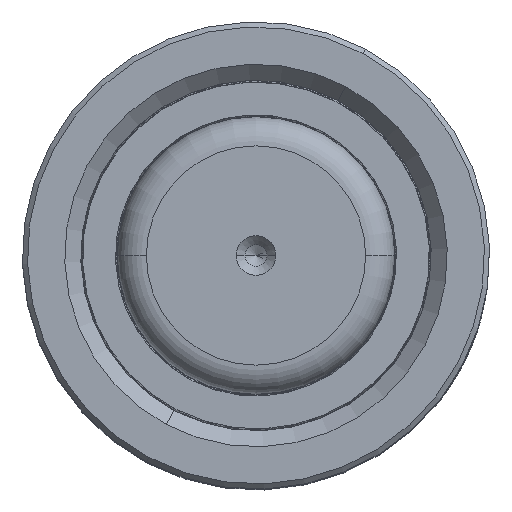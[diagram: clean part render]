
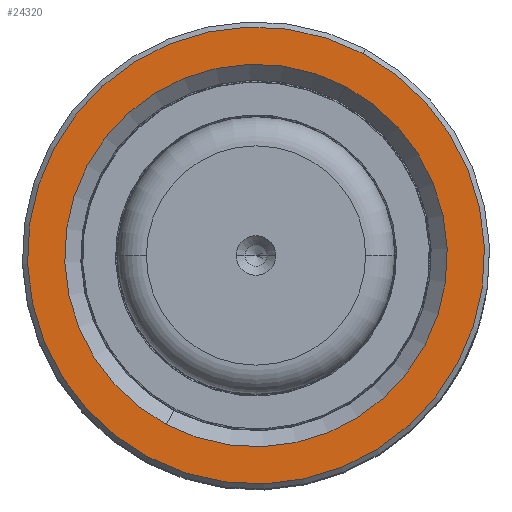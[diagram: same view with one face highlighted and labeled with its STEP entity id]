
A CAD part, top view. The second image highlights one B-rep face of the part: STEP entity #24320.
In plain terms, the highlighted planar face has unit normal (0, 0, 1).
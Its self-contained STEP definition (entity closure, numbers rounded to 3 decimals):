
#643 = DIRECTION ( 'NONE',  ( 1., 0., 0. ) ) ;
#1225 = CARTESIAN_POINT ( 'NONE',  ( -31.3, 0., 80. ) ) ;
#3341 = CIRCLE ( 'NONE', #20575, 26.2 ) ;
#5109 = DIRECTION ( 'NONE',  ( 0., 0., -1. ) ) ;
#5655 = CARTESIAN_POINT ( 'NONE',  ( 0., 0., 80. ) ) ;
#7330 = ORIENTED_EDGE ( 'NONE', *, *, #22169, .T. ) ;
#9076 = CARTESIAN_POINT ( 'NONE',  ( 0., 0., 80. ) ) ;
#9711 = VERTEX_POINT ( 'NONE', #17955 ) ;
#12353 = AXIS2_PLACEMENT_3D ( 'NONE', #18153, #13807, #27038 ) ;
#12684 = EDGE_CURVE ( 'NONE', #9711, #21384, #3341, .T. ) ;
#13807 = DIRECTION ( 'NONE',  ( 0., 0., 1. ) ) ;
#17399 = AXIS2_PLACEMENT_3D ( 'NONE', #9076, #39631, #43383 ) ;
#17955 = CARTESIAN_POINT ( 'NONE',  ( -26.2, 0., 80. ) ) ;
#18153 = CARTESIAN_POINT ( 'NONE',  ( 0., 0., 80. ) ) ;
#19357 = VERTEX_POINT ( 'NONE', #1225 ) ;
#20575 = AXIS2_PLACEMENT_3D ( 'NONE', #5655, #5109, #39974 ) ;
#21384 = VERTEX_POINT ( 'NONE', #26365 ) ;
#22169 = EDGE_CURVE ( 'NONE', #21384, #9711, #47682, .T. ) ;
#24159 = AXIS2_PLACEMENT_3D ( 'NONE', #43603, #47930, #643 ) ;
#24320 = ADVANCED_FACE ( 'NONE', ( #30789, #48977 ), #34291, .T. ) ;
#26365 = CARTESIAN_POINT ( 'NONE',  ( 26.2, 0., 80. ) ) ;
#27038 = DIRECTION ( 'NONE',  ( 1., 0., 0. ) ) ;
#30789 = FACE_OUTER_BOUND ( 'NONE', #50313, .T. ) ;
#30917 = AXIS2_PLACEMENT_3D ( 'NONE', #48743, #44420, #48927 ) ;
#33372 = ORIENTED_EDGE ( 'NONE', *, *, #47516, .T. ) ;
#34291 = PLANE ( 'NONE',  #12353 ) ;
#34420 = EDGE_CURVE ( 'NONE', #48200, #19357, #37982, .T. ) ;
#35186 = EDGE_LOOP ( 'NONE', ( #7330, #41481 ) ) ;
#37982 = CIRCLE ( 'NONE', #24159, 31.3 ) ;
#38751 = CIRCLE ( 'NONE', #30917, 31.3 ) ;
#39631 = DIRECTION ( 'NONE',  ( 0., 0., -1. ) ) ;
#39974 = DIRECTION ( 'NONE',  ( 1., 0., 0. ) ) ;
#41481 = ORIENTED_EDGE ( 'NONE', *, *, #12684, .T. ) ;
#42655 = CARTESIAN_POINT ( 'NONE',  ( 31.3, 0., 80. ) ) ;
#43383 = DIRECTION ( 'NONE',  ( 1., 0., 0. ) ) ;
#43603 = CARTESIAN_POINT ( 'NONE',  ( 0., 0., 80. ) ) ;
#44420 = DIRECTION ( 'NONE',  ( 0., 0., 1. ) ) ;
#46139 = ORIENTED_EDGE ( 'NONE', *, *, #34420, .T. ) ;
#47516 = EDGE_CURVE ( 'NONE', #19357, #48200, #38751, .T. ) ;
#47682 = CIRCLE ( 'NONE', #17399, 26.2 ) ;
#47930 = DIRECTION ( 'NONE',  ( 0., 0., 1. ) ) ;
#48200 = VERTEX_POINT ( 'NONE', #42655 ) ;
#48743 = CARTESIAN_POINT ( 'NONE',  ( 0., 0., 80. ) ) ;
#48927 = DIRECTION ( 'NONE',  ( 1., 0., 0. ) ) ;
#48977 = FACE_BOUND ( 'NONE', #35186, .T. ) ;
#50313 = EDGE_LOOP ( 'NONE', ( #33372, #46139 ) ) ;
